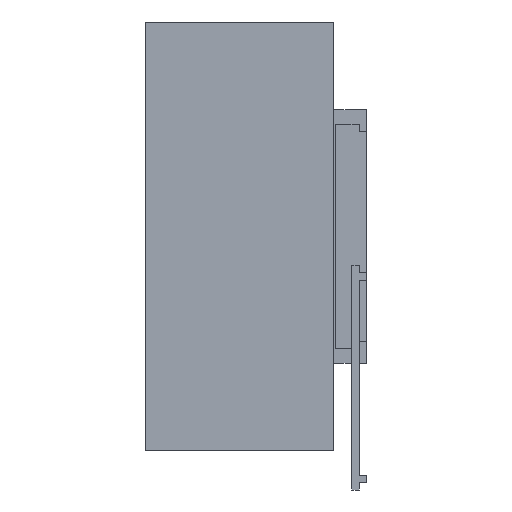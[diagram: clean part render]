
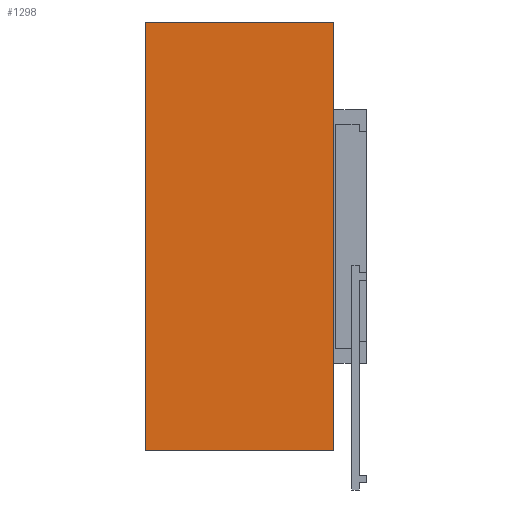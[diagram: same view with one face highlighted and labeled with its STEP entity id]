
A CAD part, left-side view. The second image highlights one B-rep face of the part: STEP entity #1298.
In plain terms, the highlighted planar face has unit normal (-1, 0, 0).
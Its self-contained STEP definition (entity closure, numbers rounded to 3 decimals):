
#107=PLANE('',#1384);
#170=FACE_OUTER_BOUND('',#243,.T.);
#243=EDGE_LOOP('',(#1144,#1145,#1146,#1147));
#321=LINE('',#1837,#459);
#380=LINE('',#2361,#518);
#382=LINE('',#2366,#520);
#384=LINE('',#2369,#522);
#459=VECTOR('',#1537,4.657);
#518=VECTOR('',#1650,2.047);
#520=VECTOR('',#1654,2.047);
#522=VECTOR('',#1658,4.657);
#588=VERTEX_POINT('',#1835);
#589=VERTEX_POINT('',#1836);
#647=VERTEX_POINT('',#2359);
#649=VERTEX_POINT('',#2365);
#729=EDGE_CURVE('',#588,#589,#321,.T.);
#816=EDGE_CURVE('',#647,#588,#380,.T.);
#818=EDGE_CURVE('',#589,#649,#382,.T.);
#820=EDGE_CURVE('',#647,#649,#384,.T.);
#1144=ORIENTED_EDGE('',*,*,#820,.T.);
#1145=ORIENTED_EDGE('',*,*,#818,.F.);
#1146=ORIENTED_EDGE('',*,*,#729,.F.);
#1147=ORIENTED_EDGE('',*,*,#816,.F.);
#1298=ADVANCED_FACE('',(#170),#107,.F.);
#1384=AXIS2_PLACEMENT_3D('',#2368,#1656,#1657);
#1537=DIRECTION('',(0.,0.,-1.));
#1650=DIRECTION('',(0.,-1.,0.));
#1654=DIRECTION('',(0.,1.,0.));
#1656=DIRECTION('center_axis',(1.,0.,0.));
#1657=DIRECTION('ref_axis',(0.,-1.,0.));
#1658=DIRECTION('',(0.,0.,-1.));
#1835=CARTESIAN_POINT('',(-24.,9.,87.3));
#1836=CARTESIAN_POINT('',(-24.,9.,-31.));
#1837=CARTESIAN_POINT('',(-24.,9.,28.15));
#2359=CARTESIAN_POINT('',(-24.,61.,87.3));
#2361=CARTESIAN_POINT('',(-24.,35.,87.3));
#2365=CARTESIAN_POINT('',(-24.,61.,-31.));
#2366=CARTESIAN_POINT('',(-24.,35.,-31.));
#2368=CARTESIAN_POINT('Origin',(-24.,35.,28.15));
#2369=CARTESIAN_POINT('',(-24.,61.,28.15));
